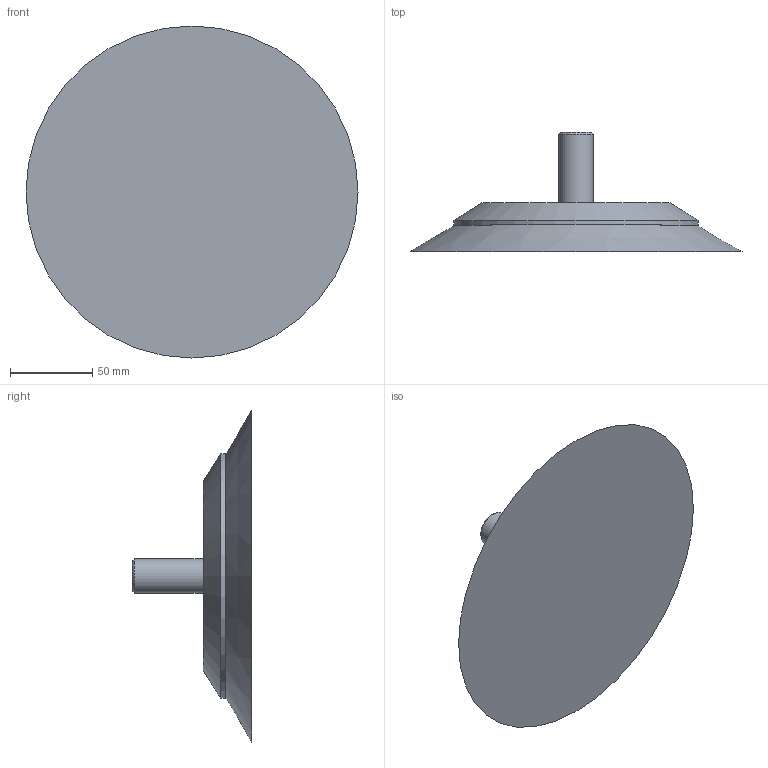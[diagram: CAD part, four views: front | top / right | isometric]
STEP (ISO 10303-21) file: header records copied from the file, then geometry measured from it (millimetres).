
FILE_DESCRIPTION(/* description */ (''),/* implementation_level */ '2;1');
FILE_NAME(/* name */ 'vtl200sb.stp',/* time_stamp */ '2020-11-11T12:21:15+01:00',/* author */ ('enginyeria'),/* organization */ (''),/* preprocessor_version */ 'ST-DEVELOPER v17.2',/* originating_system */ 'Autodesk Inventor 2019',/* authorisation */ '');
FILE_SCHEMA (('CONFIG_CONTROL_DESIGN'));
Length unit declared in the file: millimetre
Products named in the file (1): vtl200sb
Bounding box: 202 x 72.5 x 202 mm (x, y, z)
Volume: 589864.4 mm3; surface area: 108478.5 mm2
Topology: 2 solids, 2 shells, 12 faces, 26 edges, 19 vertices
Faces by surface type: plane 5, cone 4, cylinder 3
Full cylindrical faces by diameter (mm): 11.445 x1, 20.95 x1, 149 x1
Entity records: 441 total; most frequent: DIRECTION 71, CARTESIAN_POINT 58, ORIENTED_EDGE 52, AXIS2_PLACEMENT_3D 32, EDGE_CURVE 26, CIRCLE 19, VERTEX_POINT 19, EDGE_LOOP 15
